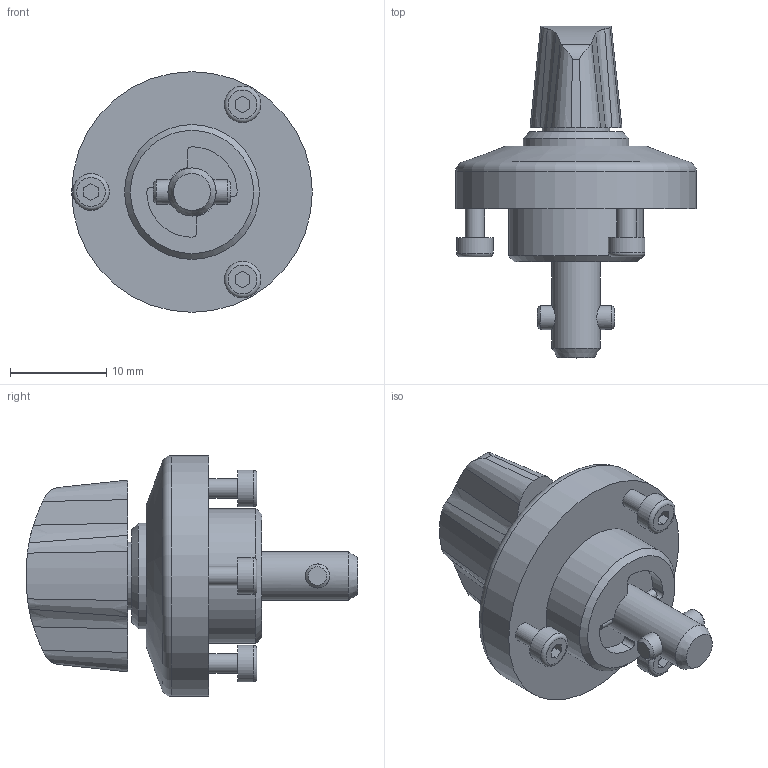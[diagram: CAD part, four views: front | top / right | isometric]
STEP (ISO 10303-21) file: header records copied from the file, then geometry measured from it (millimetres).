
FILE_DESCRIPTION( ( 'STEP AP214' ), '1' );
FILE_NAME( 'K1061.51610.stp', '2020-12-10T09:39:41', ( '' ), ( '' ), ' ', 'PARTsolutions', ' ' );
FILE_SCHEMA( ( 'AUTOMOTIVE_DESIGN { 1 0 10303 214 1 1 1 1 }' ) );
Length unit declared in the file: millimetre
Products named in the file (1): _K1061.51610
Bounding box: 25 x 34.48 x 25 mm (x, y, z)
Volume: 5219 mm3; surface area: 2674.7 mm2
Topology: 1 solids, 4 shells, 110 faces, 243 edges, 160 vertices
Faces by surface type: plane 54, cylinder 29, cone 23, torus 4
Full cylindrical faces by diameter (mm): 0.98 x2, 1.567 x3, 2 x3, 2.5 x2, 3.8 x3, 5 x1, 7 x1, 11 x1, 14 x1, 25 x1
Entity records: 3908 total; most frequent: CARTESIAN_POINT 719, DIRECTION 480, ORIENTED_EDGE 410, EDGE_CURVE 205, AXIS2_PLACEMENT_3D 190, EDGE_LOOP 160, VERTEX_POINT 153, FACE_OUTER_BOUND 132
